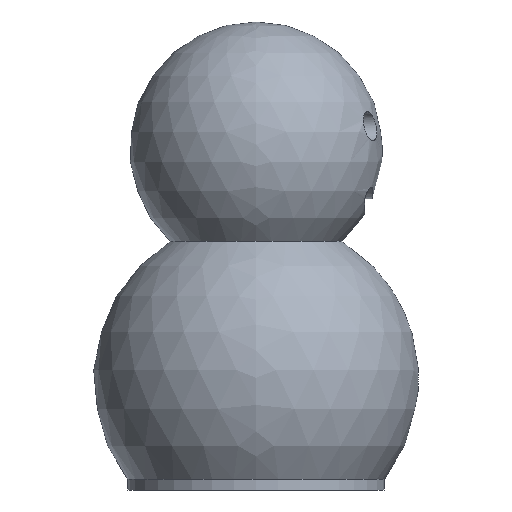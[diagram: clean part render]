
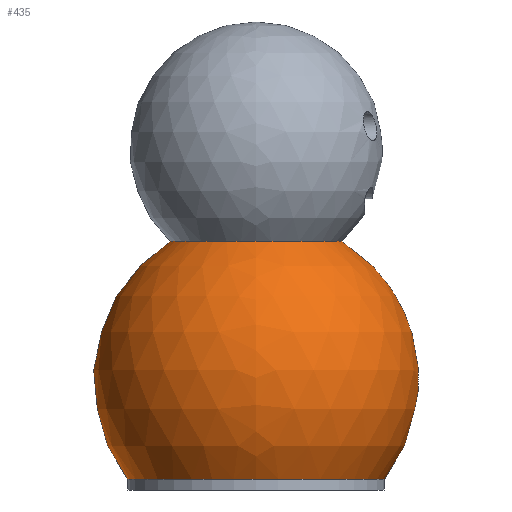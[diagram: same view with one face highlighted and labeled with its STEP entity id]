
A CAD part, left-side view. The second image highlights one B-rep face of the part: STEP entity #435.
In plain terms, the highlighted spherical face has radius 22.5 mm.
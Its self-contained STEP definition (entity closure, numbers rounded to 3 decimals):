
#16=SPHERICAL_SURFACE('',#483,22.5);
#21=FACE_BOUND('',#105,.T.);
#22=FACE_BOUND('',#106,.T.);
#23=FACE_BOUND('',#107,.T.);
#81=FACE_OUTER_BOUND('',#104,.T.);
#104=EDGE_LOOP('',(#354,#355,#356,#357));
#105=EDGE_LOOP('',(#358));
#106=EDGE_LOOP('',(#359));
#107=EDGE_LOOP('',(#360));
#155=CIRCLE('',#455,1.5);
#157=CIRCLE('',#458,1.5);
#159=CIRCLE('',#461,1.5);
#168=CIRCLE('',#482,17.771);
#169=CIRCLE('',#484,11.876);
#170=CIRCLE('',#485,22.5);
#177=VERTEX_POINT('',#600);
#179=VERTEX_POINT('',#606);
#181=VERTEX_POINT('',#612);
#214=VERTEX_POINT('',#1073);
#215=VERTEX_POINT('',#1077);
#220=EDGE_CURVE('',#177,#177,#155,.T.);
#223=EDGE_CURVE('',#179,#179,#157,.T.);
#226=EDGE_CURVE('',#181,#181,#159,.T.);
#272=EDGE_CURVE('',#214,#214,#168,.T.);
#274=EDGE_CURVE('',#215,#215,#169,.T.);
#275=EDGE_CURVE('',#215,#214,#170,.T.);
#354=ORIENTED_EDGE('',*,*,#274,.F.);
#355=ORIENTED_EDGE('',*,*,#275,.T.);
#356=ORIENTED_EDGE('',*,*,#272,.T.);
#357=ORIENTED_EDGE('',*,*,#275,.F.);
#358=ORIENTED_EDGE('',*,*,#220,.T.);
#359=ORIENTED_EDGE('',*,*,#223,.T.);
#360=ORIENTED_EDGE('',*,*,#226,.T.);
#435=ADVANCED_FACE('',(#81,#21,#22,#23),#16,.T.);
#455=AXIS2_PLACEMENT_3D('',#601,#500,#501);
#458=AXIS2_PLACEMENT_3D('',#607,#507,#508);
#461=AXIS2_PLACEMENT_3D('',#613,#514,#515);
#482=AXIS2_PLACEMENT_3D('',#1074,#569,#570);
#483=AXIS2_PLACEMENT_3D('',#1076,#572,#573);
#484=AXIS2_PLACEMENT_3D('',#1078,#574,#575);
#485=AXIS2_PLACEMENT_3D('',#1079,#576,#577);
#500=DIRECTION('center_axis',(0.,0.766,-0.643));
#501=DIRECTION('ref_axis',(0.,0.643,0.766));
#507=DIRECTION('center_axis',(0.,0.94,-0.342));
#508=DIRECTION('ref_axis',(0.,0.342,0.94));
#514=DIRECTION('center_axis',(0.,1.,0.));
#515=DIRECTION('ref_axis',(0.,0.,1.));
#569=DIRECTION('center_axis',(0.,0.,1.));
#570=DIRECTION('ref_axis',(1.,0.,0.));
#572=DIRECTION('center_axis',(0.,0.,1.));
#573=DIRECTION('ref_axis',(1.,0.,0.));
#574=DIRECTION('center_axis',(0.,0.,1.));
#575=DIRECTION('ref_axis',(1.,0.,0.));
#576=DIRECTION('center_axis',(0.,-1.,0.));
#577=DIRECTION('ref_axis',(-1.,0.,0.));
#600=CARTESIAN_POINT('',(0.,-18.162,13.281));
#601=CARTESIAN_POINT('Origin',(0.,-17.198,14.431));
#606=CARTESIAN_POINT('',(0.,-21.609,6.269));
#607=CARTESIAN_POINT('Origin',(0.,-21.096,7.678));
#612=CARTESIAN_POINT('',(0.,-22.45,-1.5));
#613=CARTESIAN_POINT('Origin',(0.,-22.45,0.));
#1073=CARTESIAN_POINT('',(-17.771,0.,-13.8));
#1074=CARTESIAN_POINT('Origin',(0.,0.,-13.8));
#1076=CARTESIAN_POINT('Origin',(0.,0.,0.));
#1077=CARTESIAN_POINT('',(-11.876,0.,19.111));
#1078=CARTESIAN_POINT('Origin',(0.,0.,19.111));
#1079=CARTESIAN_POINT('Origin',(0.,0.,0.));
